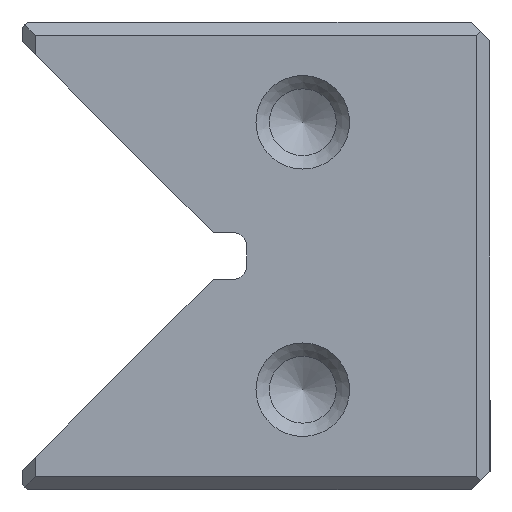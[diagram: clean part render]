
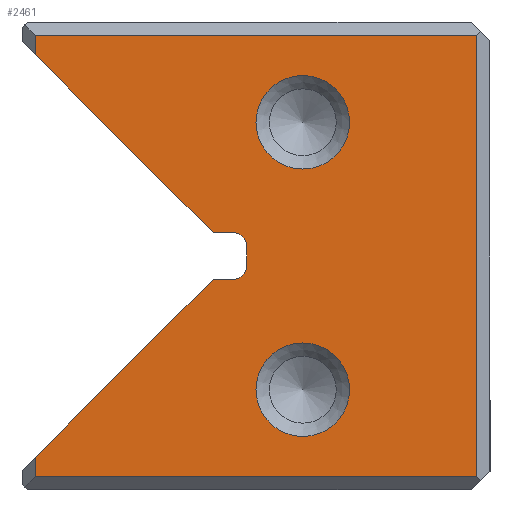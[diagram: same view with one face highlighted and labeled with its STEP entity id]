
A CAD part, left-side view. The second image highlights one B-rep face of the part: STEP entity #2461.
In plain terms, the highlighted planar face has unit normal (-1, 0, 0).
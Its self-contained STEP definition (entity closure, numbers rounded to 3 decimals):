
#2461=ADVANCED_FACE('',(#3354,#3355,#3356),#2835,.T.);
#2835=PLANE('',#8689);
#3077=CIRCLE('',#8685,3.5);
#3078=CIRCLE('',#8686,3.5);
#3079=CIRCLE('',#8687,1.);
#3080=CIRCLE('',#8688,1.);
#3354=FACE_BOUND('',#3534,.T.);
#3355=FACE_BOUND('',#3535,.T.);
#3356=FACE_BOUND('',#3536,.T.);
#3534=EDGE_LOOP('',(#4220));
#3535=EDGE_LOOP('',(#4221));
#3536=EDGE_LOOP('',(#4222,#4223,#4224,#4225,#4226,#4227,#4228,#4229,#4230,
#4231,#4232,#4233));
#4220=ORIENTED_EDGE('',*,*,#6678,.F.);
#4221=ORIENTED_EDGE('',*,*,#6679,.T.);
#4222=ORIENTED_EDGE('',*,*,#6680,.T.);
#4223=ORIENTED_EDGE('',*,*,#6681,.T.);
#4224=ORIENTED_EDGE('',*,*,#6682,.T.);
#4225=ORIENTED_EDGE('',*,*,#6683,.T.);
#4226=ORIENTED_EDGE('',*,*,#6684,.T.);
#4227=ORIENTED_EDGE('',*,*,#6685,.T.);
#4228=ORIENTED_EDGE('',*,*,#6686,.T.);
#4229=ORIENTED_EDGE('',*,*,#6687,.T.);
#4230=ORIENTED_EDGE('',*,*,#6688,.T.);
#4231=ORIENTED_EDGE('',*,*,#6689,.T.);
#4232=ORIENTED_EDGE('',*,*,#6690,.F.);
#4233=ORIENTED_EDGE('',*,*,#6691,.F.);
#6044=VERTEX_POINT('',#11120);
#6045=VERTEX_POINT('',#11122);
#6046=VERTEX_POINT('',#11124);
#6047=VERTEX_POINT('',#11125);
#6048=VERTEX_POINT('',#11127);
#6049=VERTEX_POINT('',#11129);
#6050=VERTEX_POINT('',#11131);
#6051=VERTEX_POINT('',#11133);
#6052=VERTEX_POINT('',#11135);
#6053=VERTEX_POINT('',#11137);
#6054=VERTEX_POINT('',#11139);
#6055=VERTEX_POINT('',#11141);
#6056=VERTEX_POINT('',#11143);
#6057=VERTEX_POINT('',#11145);
#6678=EDGE_CURVE('',#6044,#6044,#3077,.T.);
#6679=EDGE_CURVE('',#6045,#6045,#3078,.T.);
#6680=EDGE_CURVE('',#6046,#6047,#7505,.T.);
#6681=EDGE_CURVE('',#6047,#6048,#7506,.T.);
#6682=EDGE_CURVE('',#6048,#6049,#7507,.T.);
#6683=EDGE_CURVE('',#6049,#6050,#7508,.T.);
#6684=EDGE_CURVE('',#6050,#6051,#7509,.T.);
#6685=EDGE_CURVE('',#6051,#6052,#7510,.T.);
#6686=EDGE_CURVE('',#6052,#6053,#7511,.T.);
#6687=EDGE_CURVE('',#6053,#6054,#3079,.T.);
#6688=EDGE_CURVE('',#6054,#6055,#7512,.T.);
#6689=EDGE_CURVE('',#6055,#6056,#3080,.T.);
#6690=EDGE_CURVE('',#6057,#6056,#7513,.T.);
#6691=EDGE_CURVE('',#6046,#6057,#7514,.T.);
#7505=LINE('',#11123,#8167);
#7506=LINE('',#11126,#8168);
#7507=LINE('',#11128,#8169);
#7508=LINE('',#11130,#8170);
#7509=LINE('',#11132,#8171);
#7510=LINE('',#11134,#8172);
#7511=LINE('',#11136,#8173);
#7512=LINE('',#11140,#8174);
#7513=LINE('',#11144,#8175);
#7514=LINE('',#11146,#8176);
#8167=VECTOR('',#9210,1.);
#8168=VECTOR('',#9211,1.);
#8169=VECTOR('',#9212,1.);
#8170=VECTOR('',#9213,1.);
#8171=VECTOR('',#9214,1.);
#8172=VECTOR('',#9215,1.);
#8173=VECTOR('',#9216,1.);
#8174=VECTOR('',#9219,1.);
#8175=VECTOR('',#9222,1.);
#8176=VECTOR('',#9223,1.);
#8685=AXIS2_PLACEMENT_3D('',#11119,#9206,#9207);
#8686=AXIS2_PLACEMENT_3D('',#11121,#9208,#9209);
#8687=AXIS2_PLACEMENT_3D('',#11138,#9217,#9218);
#8688=AXIS2_PLACEMENT_3D('',#11142,#9220,#9221);
#8689=AXIS2_PLACEMENT_3D('',#11147,#9224,#9225);
#9206=DIRECTION('',(-1.,0.,0.));
#9207=DIRECTION('',(0.,0.,1.));
#9208=DIRECTION('',(1.,0.,0.));
#9209=DIRECTION('',(0.,0.,-1.));
#9210=DIRECTION('',(0.,0.,-1.));
#9211=DIRECTION('',(0.,-1.,0.));
#9212=DIRECTION('',(0.,0.,1.));
#9213=DIRECTION('',(0.,1.,0.));
#9214=DIRECTION('',(0.,0.,-1.));
#9215=DIRECTION('',(0.,-0.707,-0.707));
#9216=DIRECTION('',(0.,-1.,0.));
#9217=DIRECTION('',(1.,0.,0.));
#9218=DIRECTION('',(0.,0.,1.));
#9219=DIRECTION('',(0.,0.,-1.));
#9220=DIRECTION('',(1.,0.,0.));
#9221=DIRECTION('',(0.,0.,1.));
#9222=DIRECTION('',(0.,-1.,0.));
#9223=DIRECTION('',(0.,-0.707,0.707));
#9224=DIRECTION('',(-1.,0.,0.));
#9225=DIRECTION('',(0.,0.,-1.));
#11119=CARTESIAN_POINT('',(0.,14.,7.5));
#11120=CARTESIAN_POINT('',(0.,14.,11.));
#11121=CARTESIAN_POINT('',(0.,14.,27.5));
#11122=CARTESIAN_POINT('',(0.,14.,24.));
#11123=CARTESIAN_POINT('',(0.,34.,0.));
#11124=CARTESIAN_POINT('',(0.,34.,2.458));
#11125=CARTESIAN_POINT('',(0.,34.,1.));
#11126=CARTESIAN_POINT('',(0.,17.5,1.));
#11127=CARTESIAN_POINT('',(0.,1.,1.));
#11128=CARTESIAN_POINT('',(0.,1.,0.));
#11129=CARTESIAN_POINT('',(0.,1.,34.));
#11130=CARTESIAN_POINT('',(0.,17.5,34.));
#11131=CARTESIAN_POINT('',(0.,34.,34.));
#11132=CARTESIAN_POINT('',(0.,34.,0.));
#11133=CARTESIAN_POINT('',(0.,34.,32.542));
#11134=CARTESIAN_POINT('',(0.,35.,33.542));
#11135=CARTESIAN_POINT('',(0.,20.708,19.25));
#11136=CARTESIAN_POINT('',(0.,18.2,19.25));
#11137=CARTESIAN_POINT('',(0.,19.2,19.25));
#11138=CARTESIAN_POINT('',(0.,19.2,18.25));
#11139=CARTESIAN_POINT('',(0.,18.2,18.25));
#11140=CARTESIAN_POINT('',(0.,18.2,19.25));
#11141=CARTESIAN_POINT('',(0.,18.2,16.75));
#11142=CARTESIAN_POINT('',(0.,19.2,16.75));
#11143=CARTESIAN_POINT('',(0.,19.2,15.75));
#11144=CARTESIAN_POINT('',(0.,18.2,15.75));
#11145=CARTESIAN_POINT('',(0.,20.708,15.75));
#11146=CARTESIAN_POINT('',(0.,35.,1.458));
#11147=CARTESIAN_POINT('',(0.,17.5,0.));
